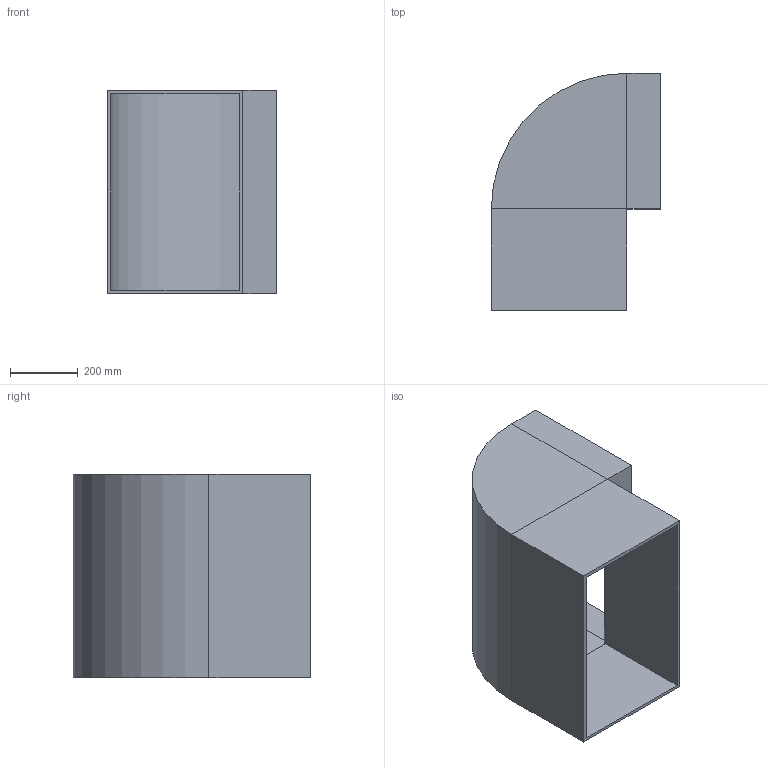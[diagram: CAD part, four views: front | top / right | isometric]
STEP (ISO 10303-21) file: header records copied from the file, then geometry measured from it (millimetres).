
FILE_DESCRIPTION (( 'STEP AP214' ), '1' );
FILE_NAME ('test part3 Corner.STEP', '2023-11-29T08:14:25', ( '' ), ( '' ), 'SwSTEP 2.0', 'SolidWorks 2023', '' );
FILE_SCHEMA (( 'AUTOMOTIVE_DESIGN' ));
Length unit declared in the file: millimetre
Products named in the file (1): test part3 Corner
Bounding box: 500 x 700 x 600 mm (x, y, z)
Volume: 13997521.6 mm3; surface area: 2838704.3 mm2
Topology: 1 solids, 1 shells, 25 faces, 53 edges, 30 vertices
Faces by surface type: plane 22, cylinder 3
Entity records: 672 total; most frequent: DIRECTION 111, CARTESIAN_POINT 109, ORIENTED_EDGE 106, EDGE_CURVE 53, LINE 47, VECTOR 47, AXIS2_PLACEMENT_3D 32, VERTEX_POINT 30
